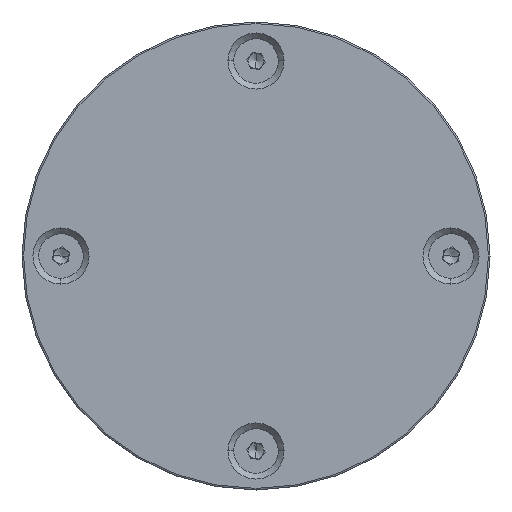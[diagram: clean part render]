
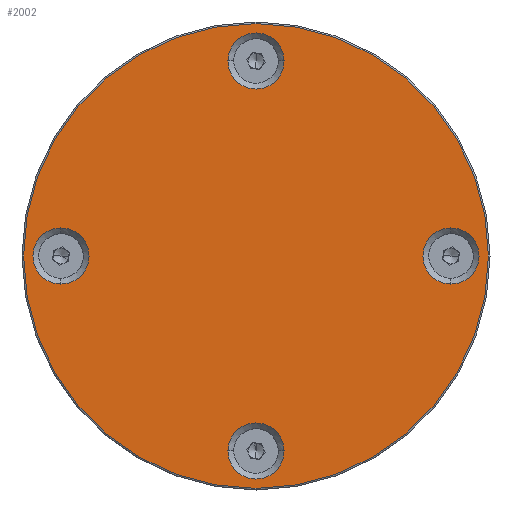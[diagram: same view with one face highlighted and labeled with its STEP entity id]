
A CAD part, front view. The second image highlights one B-rep face of the part: STEP entity #2002.
In plain terms, the highlighted planar face has unit normal (0, -1, 0).
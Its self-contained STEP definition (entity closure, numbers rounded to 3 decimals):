
#142 = AXIS2_PLACEMENT_3D ( 'NONE', #1067, #4385, #1949 ) ;
#156 = CARTESIAN_POINT ( 'NONE',  ( -18.995, -10.16, 35. ) ) ;
#188 = EDGE_CURVE ( 'NONE', #2872, #2103, #4350, .T. ) ;
#361 = CARTESIAN_POINT ( 'NONE',  ( -22.595, -10.16, 30.2 ) ) ;
#379 = DIRECTION ( 'NONE',  ( 1., 0., 0. ) ) ;
#407 = VERTEX_POINT ( 'NONE', #156 ) ;
#445 = EDGE_LOOP ( 'NONE', ( #1430, #6112 ) ) ;
#452 = CARTESIAN_POINT ( 'NONE',  ( -47.595, -10.16, 63.6 ) ) ;
#479 = DIRECTION ( 'NONE',  ( 1., 0., 0. ) ) ;
#772 = AXIS2_PLACEMENT_3D ( 'NONE', #4212, #3770, #1372 ) ;
#786 = CARTESIAN_POINT ( 'NONE',  ( -22.595, -10.16, 35. ) ) ;
#860 = CARTESIAN_POINT ( 'NONE',  ( -22.595, -10.16, 85. ) ) ;
#906 = CARTESIAN_POINT ( 'NONE',  ( -18.995, -10.16, 85. ) ) ;
#976 = AXIS2_PLACEMENT_3D ( 'NONE', #1412, #1535, #479 ) ;
#998 = VERTEX_POINT ( 'NONE', #5829 ) ;
#1037 = CIRCLE ( 'NONE', #5584, 3.6 ) ;
#1067 = CARTESIAN_POINT ( 'NONE',  ( -22.595, -10.16, 85. ) ) ;
#1200 = CIRCLE ( 'NONE', #772, 3.6 ) ;
#1246 = CARTESIAN_POINT ( 'NONE',  ( -22.595, -10.16, 60. ) ) ;
#1314 = ORIENTED_EDGE ( 'NONE', *, *, #4519, .F. ) ;
#1321 = DIRECTION ( 'NONE',  ( 0., -1., 0. ) ) ;
#1372 = DIRECTION ( 'NONE',  ( 0., 0., -1. ) ) ;
#1412 = CARTESIAN_POINT ( 'NONE',  ( -22.595, -10.16, 35. ) ) ;
#1430 = ORIENTED_EDGE ( 'NONE', *, *, #2921, .F. ) ;
#1436 = FACE_OUTER_BOUND ( 'NONE', #3569, .T. ) ;
#1450 = CARTESIAN_POINT ( 'NONE',  ( 2.405, -10.16, 63.6 ) ) ;
#1468 = CARTESIAN_POINT ( 'NONE',  ( -22.595, -10.16, 60. ) ) ;
#1498 = VERTEX_POINT ( 'NONE', #361 ) ;
#1520 = EDGE_CURVE ( 'NONE', #2931, #1498, #4333, .T. ) ;
#1535 = DIRECTION ( 'NONE',  ( 0., -1., 0. ) ) ;
#1614 = ORIENTED_EDGE ( 'NONE', *, *, #4951, .F. ) ;
#1883 = AXIS2_PLACEMENT_3D ( 'NONE', #786, #1321, #379 ) ;
#1896 = DIRECTION ( 'NONE',  ( 0., -1., 0. ) ) ;
#1906 = VERTEX_POINT ( 'NONE', #452 ) ;
#1920 = VERTEX_POINT ( 'NONE', #906 ) ;
#1949 = DIRECTION ( 'NONE',  ( -1., 0., 0. ) ) ;
#2002 = ADVANCED_FACE ( 'NONE', ( #1436, #3651, #6012, #3789, #5201 ), #3798, .T. ) ;
#2103 = VERTEX_POINT ( 'NONE', #1450 ) ;
#2266 = ORIENTED_EDGE ( 'NONE', *, *, #5276, .F. ) ;
#2270 = DIRECTION ( 'NONE',  ( 0., -1., 0. ) ) ;
#2306 = DIRECTION ( 'NONE',  ( 0., 0., -1. ) ) ;
#2355 = EDGE_CURVE ( 'NONE', #998, #1920, #3419, .T. ) ;
#2445 = ORIENTED_EDGE ( 'NONE', *, *, #2493, .F. ) ;
#2481 = CARTESIAN_POINT ( 'NONE',  ( 2.405, -10.16, 56.4 ) ) ;
#2493 = EDGE_CURVE ( 'NONE', #1906, #4810, #1200, .T. ) ;
#2516 = CARTESIAN_POINT ( 'NONE',  ( -26.195, -10.16, 35. ) ) ;
#2743 = AXIS2_PLACEMENT_3D ( 'NONE', #4117, #4595, #5073 ) ;
#2866 = ORIENTED_EDGE ( 'NONE', *, *, #4534, .T. ) ;
#2872 = VERTEX_POINT ( 'NONE', #2481 ) ;
#2874 = CARTESIAN_POINT ( 'NONE',  ( -22.595, -10.16, 89.8 ) ) ;
#2911 = DIRECTION ( 'NONE',  ( 0., 0., 1. ) ) ;
#2921 = EDGE_CURVE ( 'NONE', #2103, #2872, #6068, .T. ) ;
#2931 = VERTEX_POINT ( 'NONE', #2874 ) ;
#2942 = CIRCLE ( 'NONE', #4753, 29.8 ) ;
#3055 = AXIS2_PLACEMENT_3D ( 'NONE', #5556, #3644, #4568 ) ;
#3300 = ORIENTED_EDGE ( 'NONE', *, *, #2355, .F. ) ;
#3360 = CARTESIAN_POINT ( 'NONE',  ( 2.405, -10.16, 60. ) ) ;
#3419 = CIRCLE ( 'NONE', #4817, 3.6 ) ;
#3452 = EDGE_LOOP ( 'NONE', ( #3300, #1614 ) ) ;
#3536 = CIRCLE ( 'NONE', #1883, 3.6 ) ;
#3569 = EDGE_LOOP ( 'NONE', ( #5353, #2866 ) ) ;
#3644 = DIRECTION ( 'NONE',  ( 0., -1., 0. ) ) ;
#3651 = FACE_BOUND ( 'NONE', #3825, .T. ) ;
#3770 = DIRECTION ( 'NONE',  ( 0., -1., 0. ) ) ;
#3789 = FACE_BOUND ( 'NONE', #3452, .T. ) ;
#3798 = PLANE ( 'NONE',  #6105 ) ;
#3800 = EDGE_CURVE ( 'NONE', #5992, #407, #5120, .T. ) ;
#3825 = EDGE_LOOP ( 'NONE', ( #1314, #5284 ) ) ;
#4117 = CARTESIAN_POINT ( 'NONE',  ( 2.405, -10.16, 60. ) ) ;
#4156 = DIRECTION ( 'NONE',  ( -1., 0., 0. ) ) ;
#4173 = DIRECTION ( 'NONE',  ( 0., -1., 0. ) ) ;
#4212 = CARTESIAN_POINT ( 'NONE',  ( -47.595, -10.16, 60. ) ) ;
#4223 = DIRECTION ( 'NONE',  ( 0., 0., 1. ) ) ;
#4306 = CARTESIAN_POINT ( 'NONE',  ( -47.595, -10.16, 56.4 ) ) ;
#4330 = DIRECTION ( 'NONE',  ( 0., -1., 0. ) ) ;
#4333 = CIRCLE ( 'NONE', #3055, 29.8 ) ;
#4350 = CIRCLE ( 'NONE', #2743, 3.6 ) ;
#4385 = DIRECTION ( 'NONE',  ( 0., -1., 0. ) ) ;
#4519 = EDGE_CURVE ( 'NONE', #407, #5992, #3536, .T. ) ;
#4534 = EDGE_CURVE ( 'NONE', #1498, #2931, #2942, .T. ) ;
#4568 = DIRECTION ( 'NONE',  ( 0., 0., 1. ) ) ;
#4595 = DIRECTION ( 'NONE',  ( 0., -1., 0. ) ) ;
#4753 = AXIS2_PLACEMENT_3D ( 'NONE', #1246, #1896, #4223 ) ;
#4810 = VERTEX_POINT ( 'NONE', #4306 ) ;
#4817 = AXIS2_PLACEMENT_3D ( 'NONE', #860, #4173, #4156 ) ;
#4951 = EDGE_CURVE ( 'NONE', #1920, #998, #6115, .T. ) ;
#5068 = AXIS2_PLACEMENT_3D ( 'NONE', #3360, #5308, #2911 ) ;
#5073 = DIRECTION ( 'NONE',  ( 0., 0., 1. ) ) ;
#5120 = CIRCLE ( 'NONE', #976, 3.6 ) ;
#5201 = FACE_BOUND ( 'NONE', #5670, .T. ) ;
#5271 = DIRECTION ( 'NONE',  ( 0., 0., -1. ) ) ;
#5276 = EDGE_CURVE ( 'NONE', #4810, #1906, #1037, .T. ) ;
#5284 = ORIENTED_EDGE ( 'NONE', *, *, #3800, .F. ) ;
#5308 = DIRECTION ( 'NONE',  ( 0., -1., 0. ) ) ;
#5353 = ORIENTED_EDGE ( 'NONE', *, *, #1520, .T. ) ;
#5556 = CARTESIAN_POINT ( 'NONE',  ( -22.595, -10.16, 60. ) ) ;
#5584 = AXIS2_PLACEMENT_3D ( 'NONE', #5652, #2270, #2306 ) ;
#5652 = CARTESIAN_POINT ( 'NONE',  ( -47.595, -10.16, 60. ) ) ;
#5670 = EDGE_LOOP ( 'NONE', ( #2266, #2445 ) ) ;
#5829 = CARTESIAN_POINT ( 'NONE',  ( -26.195, -10.16, 85. ) ) ;
#5992 = VERTEX_POINT ( 'NONE', #2516 ) ;
#6012 = FACE_BOUND ( 'NONE', #445, .T. ) ;
#6068 = CIRCLE ( 'NONE', #5068, 3.6 ) ;
#6105 = AXIS2_PLACEMENT_3D ( 'NONE', #1468, #4330, #5271 ) ;
#6112 = ORIENTED_EDGE ( 'NONE', *, *, #188, .F. ) ;
#6115 = CIRCLE ( 'NONE', #142, 3.6 ) ;
